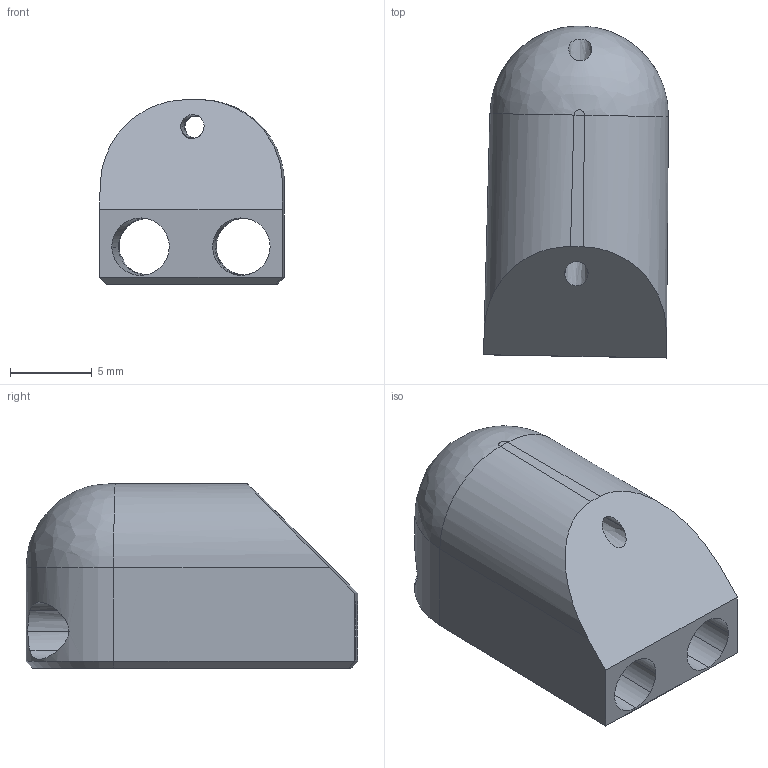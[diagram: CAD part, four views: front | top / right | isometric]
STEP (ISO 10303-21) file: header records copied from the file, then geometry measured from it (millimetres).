
FILE_DESCRIPTION(/* description */ (''),/* implementation_level */ '2;1');
FILE_NAME(/* name */ 'i1 v1.step',/* time_stamp */ '2024-07-28T17:09:01+05:30',/* author */ (''),/* organization */ (''),/* preprocessor_version */ 'ST-DEVELOPER v20',/* originating_system */ 'Autodesk Translation Framework v13.14.0.145',/* authorisation */ '');
FILE_SCHEMA (('AUTOMOTIVE_DESIGN { 1 0 10303 214 3 1 1 }'));
Length unit declared in the file: millimetre
Products named in the file (2): i1; i1-nd-cmp
Assembly tree (1 placements, depth 2):
  i1
    i1-nd-cmp
Bounding box: 11.32 x 20.32 x 11.3 mm (x, y, z)
Volume: 1544.4 mm3; surface area: 1315.3 mm2
Topology: 1 solids, 1 shells, 50 faces, 137 edges, 89 vertices
Faces by surface type: cylinder 20, bspline 18, plane 11, cone 1
Entity records: 1820 total; most frequent: CARTESIAN_POINT 561, ORIENTED_EDGE 274, DIRECTION 230, EDGE_CURVE 137, VERTEX_POINT 89, AXIS2_PLACEMENT_3D 79, LINE 72, VECTOR 72
